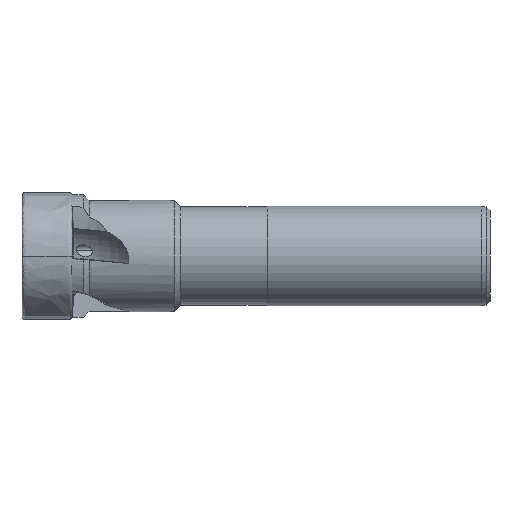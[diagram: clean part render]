
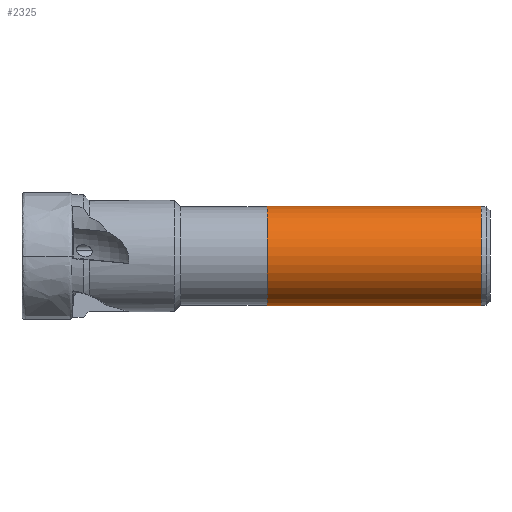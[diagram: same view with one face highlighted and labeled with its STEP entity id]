
A CAD part, front view. The second image highlights one B-rep face of the part: STEP entity #2325.
In plain terms, the highlighted cylindrical face has radius 12.5 mm (diameter 25 mm), a partial arc.
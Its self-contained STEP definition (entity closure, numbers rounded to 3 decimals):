
#243 = LINE ( 'NONE', #2503, #246 ) ;
#245 = LINE ( 'NONE', #2505, #248 ) ;
#246 = VECTOR ( 'NONE', #2504, 1000. ) ;
#248 = VECTOR ( 'NONE', #2507, 1000. ) ;
#415 = AXIS2_PLACEMENT_3D ( 'NONE', #1289, #1290, #1291 ) ;
#417 = AXIS2_PLACEMENT_3D ( 'NONE', #1302, #1303, #1304 ) ;
#461 = AXIS2_PLACEMENT_3D ( 'NONE', #1153, #1149, #1150 ) ;
#1149 = DIRECTION ( 'NONE',  ( -1., 0., 0. ) ) ;
#1150 = DIRECTION ( 'NONE',  ( 0., 0., 1. ) ) ;
#1153 = CARTESIAN_POINT ( 'NONE',  ( 0., 0., 0. ) ) ;
#1289 = CARTESIAN_POINT ( 'NONE',  ( 61., 0., 0. ) ) ;
#1290 = DIRECTION ( 'NONE',  ( 1., 0., 0. ) ) ;
#1291 = DIRECTION ( 'NONE',  ( 0., 0., -1. ) ) ;
#1302 = CARTESIAN_POINT ( 'NONE',  ( 114.85, 0., 0. ) ) ;
#1303 = DIRECTION ( 'NONE',  ( -1., 0., 0. ) ) ;
#1304 = DIRECTION ( 'NONE',  ( 0., 0., 1. ) ) ;
#2036 = EDGE_CURVE ( 'NONE', #3260, #3258, #243, .T. ) ;
#2037 = EDGE_CURVE ( 'NONE', #3266, #3257, #245, .T. ) ;
#2125 = EDGE_CURVE ( 'NONE', #3257, #3258, #5477, .T. ) ;
#2129 = EDGE_CURVE ( 'NONE', #3260, #3266, #5479, .T. ) ;
#2325 = ADVANCED_FACE ( 'NONE', ( #5577 ), #5580, .T. ) ;
#2503 = CARTESIAN_POINT ( 'NONE',  ( 0., 0., -12.5 ) ) ;
#2504 = DIRECTION ( 'NONE',  ( -1., 0., 0. ) ) ;
#2505 = CARTESIAN_POINT ( 'NONE',  ( 0., 0., 12.5 ) ) ;
#2507 = DIRECTION ( 'NONE',  ( -1., 0., 0. ) ) ;
#3071 = ORIENTED_EDGE ( 'NONE', *, *, #2036, .F. ) ;
#3072 = ORIENTED_EDGE ( 'NONE', *, *, #2129, .T. ) ;
#3073 = ORIENTED_EDGE ( 'NONE', *, *, #2037, .T. ) ;
#3074 = ORIENTED_EDGE ( 'NONE', *, *, #2125, .T. ) ;
#3257 = VERTEX_POINT ( 'NONE', #4817 ) ;
#3258 = VERTEX_POINT ( 'NONE', #4818 ) ;
#3260 = VERTEX_POINT ( 'NONE', #4820 ) ;
#3266 = VERTEX_POINT ( 'NONE', #4826 ) ;
#3379 = EDGE_LOOP ( 'NONE', ( #3071, #3072, #3073, #3074 ) ) ;
#4817 = CARTESIAN_POINT ( 'NONE',  ( 61., 0., 12.5 ) ) ;
#4818 = CARTESIAN_POINT ( 'NONE',  ( 61., 0., -12.5 ) ) ;
#4820 = CARTESIAN_POINT ( 'NONE',  ( 114.85, 0., -12.5 ) ) ;
#4826 = CARTESIAN_POINT ( 'NONE',  ( 114.85, 0., 12.5 ) ) ;
#5477 = CIRCLE ( 'NONE', #415, 12.5 ) ;
#5479 = CIRCLE ( 'NONE', #417, 12.5 ) ;
#5577 = FACE_OUTER_BOUND ( 'NONE', #3379, .T. ) ;
#5580 = CYLINDRICAL_SURFACE ( 'NONE', #461, 12.5 ) ;
